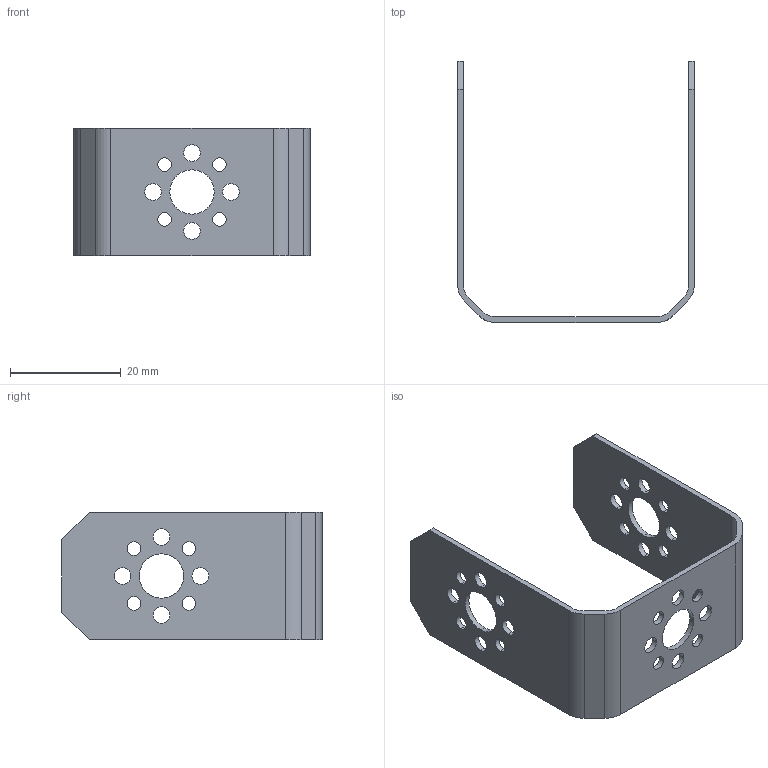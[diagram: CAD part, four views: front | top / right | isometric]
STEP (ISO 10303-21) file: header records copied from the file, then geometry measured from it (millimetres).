
FILE_DESCRIPTION (( 'STEP AP203' ), '1' );
FILE_NAME ('LWS-U-BRACKET.STEP', '2019-03-22T16:43:41', ( 'root' ), ( '' ), 'SwSTEP 2.0', 'SolidWorks 2018', '' );
FILE_SCHEMA (( 'CONFIG_CONTROL_DESIGN' ));
Length unit declared in the file: millimetre
Products named in the file (1): LWS-U-BRACKET
Bounding box: 42.6 x 47 x 23 mm (x, y, z)
Volume: 2610.6 mm3; surface area: 5795.2 mm2
Topology: 1 solids, 1 shells, 80 faces, 234 edges, 156 vertices
Faces by surface type: cylinder 62, plane 18
Entity records: 2907 total; most frequent: DIRECTION 520, CARTESIAN_POINT 471, ORIENTED_EDGE 468, EDGE_CURVE 234, AXIS2_PLACEMENT_3D 205, VERTEX_POINT 156, EDGE_LOOP 134, CIRCLE 124
